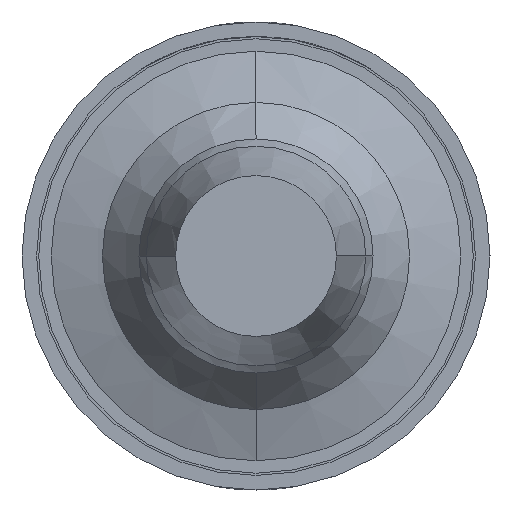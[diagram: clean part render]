
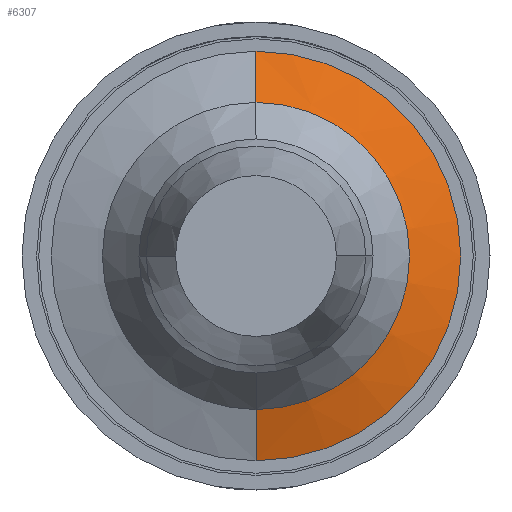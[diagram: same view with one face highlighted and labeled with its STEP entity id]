
A CAD part, front view. The second image highlights one B-rep face of the part: STEP entity #6307.
In plain terms, the highlighted conical face has half-angle 71.565 degrees and reference radius 0.8 mm.
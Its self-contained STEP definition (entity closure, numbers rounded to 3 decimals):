
#66 = ORIENTED_EDGE ( 'NONE', *, *, #2439, .F. ) ;
#122 = CARTESIAN_POINT ( 'NONE',  ( 0., -9.1, 1.4 ) ) ;
#127 = CIRCLE ( 'NONE', #1401, 0.8 ) ;
#162 = ORIENTED_EDGE ( 'NONE', *, *, #5299, .T. ) ;
#194 = CARTESIAN_POINT ( 'NONE',  ( 0., -9.3, -0.8 ) ) ;
#434 = DIRECTION ( 'NONE',  ( 0., 0., -1. ) ) ;
#628 = LINE ( 'NONE', #194, #6139 ) ;
#630 = EDGE_CURVE ( 'Defeature ausgef�hrt1_42+Defeature ausgef�hrt1_41+Defeature ausgef�hrt1_41+Defeature ausgef�hrt1_41', #5581, #5493, #1478, .T. ) ;
#807 = VECTOR ( 'NONE', #4203, 1000. ) ;
#942 = ORIENTED_EDGE ( 'NONE', *, *, #6295, .T. ) ;
#1003 = VERTEX_POINT ( 'NONE', #2418 ) ;
#1371 = DIRECTION ( 'NONE',  ( 0., 0., -1. ) ) ;
#1401 = AXIS2_PLACEMENT_3D ( 'NONE', #5539, #4037, #1371 ) ;
#1478 = CIRCLE ( 'NONE', #6562, 1.4 ) ;
#1762 = DIRECTION ( 'NONE',  ( 0., 0., -1. ) ) ;
#1776 = DIRECTION ( 'NONE',  ( 0., 0.316, -0.949 ) ) ;
#1794 = AXIS2_PLACEMENT_3D ( 'NONE', #5495, #2327, #1762 ) ;
#2157 = CARTESIAN_POINT ( 'NONE',  ( 0., -9.3, 0.8 ) ) ;
#2327 = DIRECTION ( 'NONE',  ( 0., 1., 0. ) ) ;
#2330 = ORIENTED_EDGE ( 'NONE', *, *, #630, .F. ) ;
#2418 = CARTESIAN_POINT ( 'NONE',  ( 0., -9.3, 0.8 ) ) ;
#2439 = EDGE_CURVE ( 'NONE', #1003, #5581, #4221, .T. ) ;
#2968 = VERTEX_POINT ( 'NONE', #3093 ) ;
#3093 = CARTESIAN_POINT ( 'NONE',  ( 0., -9.3, -0.8 ) ) ;
#4037 = DIRECTION ( 'NONE',  ( 0., 1., 0. ) ) ;
#4203 = DIRECTION ( 'NONE',  ( 0., 0.316, 0.949 ) ) ;
#4221 = LINE ( 'NONE', #2157, #807 ) ;
#4381 = CARTESIAN_POINT ( 'NONE',  ( 0., -9.1, 0. ) ) ;
#4447 = CONICAL_SURFACE ( 'NONE', #1794, 0.8, 1.249 ) ;
#5299 = EDGE_CURVE ( 'Defeature ausgef�hrt1_41+Defeature ausgef�hrt1_40+Defeature ausgef�hrt1_40+Defeature ausgef�hrt1_40', #1003, #2968, #127, .T. ) ;
#5493 = VERTEX_POINT ( 'NONE', #5791 ) ;
#5495 = CARTESIAN_POINT ( 'NONE',  ( 0., -9.3, 0. ) ) ;
#5539 = CARTESIAN_POINT ( 'NONE',  ( 0., -9.3, 0. ) ) ;
#5581 = VERTEX_POINT ( 'NONE', #122 ) ;
#5756 = DIRECTION ( 'NONE',  ( 0., 1., 0. ) ) ;
#5786 = EDGE_LOOP ( 'NONE', ( #66, #162, #942, #2330 ) ) ;
#5791 = CARTESIAN_POINT ( 'NONE',  ( 0., -9.1, -1.4 ) ) ;
#6058 = FACE_OUTER_BOUND ( 'NONE', #5786, .T. ) ;
#6139 = VECTOR ( 'NONE', #1776, 1000. ) ;
#6295 = EDGE_CURVE ( 'NONE', #2968, #5493, #628, .T. ) ;
#6307 = ADVANCED_FACE ( 'Defeature ausgef�hrt1_41', ( #6058 ), #4447, .T. ) ;
#6562 = AXIS2_PLACEMENT_3D ( 'NONE', #4381, #5756, #434 ) ;
